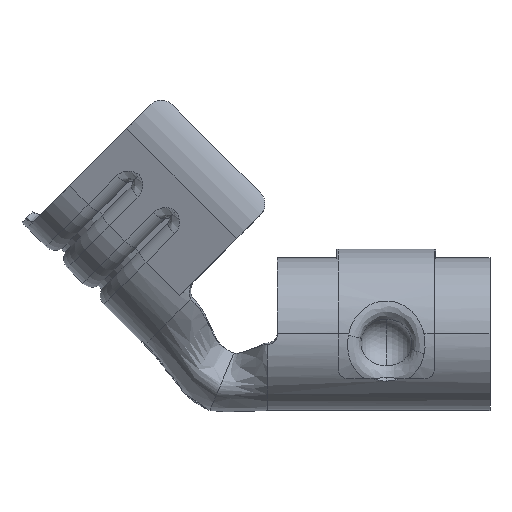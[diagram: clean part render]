
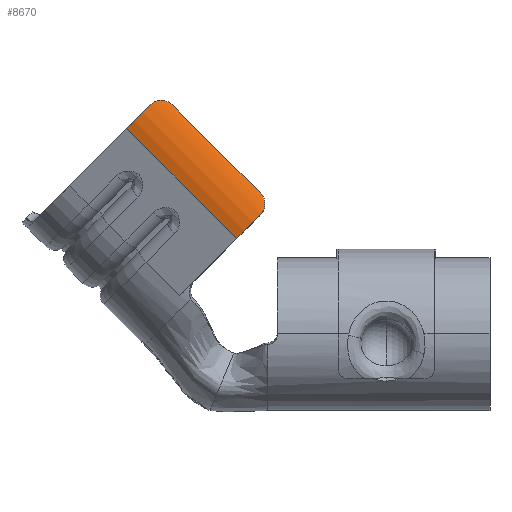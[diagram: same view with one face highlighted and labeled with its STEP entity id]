
A CAD part, top view. The second image highlights one B-rep face of the part: STEP entity #8670.
In plain terms, the highlighted cylindrical face has radius 3.556 mm (diameter 7.112 mm), a partial arc.
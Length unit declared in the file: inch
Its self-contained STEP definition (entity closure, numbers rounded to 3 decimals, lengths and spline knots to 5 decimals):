
#9 = CARTESIAN_POINT ( 'NONE',  ( -0.44244, 0.2303, 0.20254 ) ) ;
#22 = AXIS2_PLACEMENT_3D ( 'NONE', #1012, #5097, #9216 ) ;
#63 = VERTEX_POINT ( 'NONE', #4535 ) ;
#132 = CARTESIAN_POINT ( 'NONE',  ( -0.64816, 0.44763, 0.20078 ) ) ;
#438 = CARTESIAN_POINT ( 'NONE',  ( -0.62534, 0.44958, 0.19505 ) ) ;
#564 = DIRECTION ( 'NONE',  ( -0.707, 0.707, 0. ) ) ;
#610 = CARTESIAN_POINT ( 'NONE',  ( -0.48887, 0.18387, 0.1993 ) ) ;
#900 = B_SPLINE_CURVE_WITH_KNOTS ( 'NONE', 3,
 ( #11386, #5231, #9353, #132, #4230, #8319 ),
 .UNSPECIFIED., .F., .F.,
 ( 4, 2, 4 ),
 ( 0.00056, 0.00088, 0.0012 ),
 .UNSPECIFIED. ) ;
#1012 = CARTESIAN_POINT ( 'NONE',  ( -0.67305, 0.42396, 0.065 ) ) ;
#1067 = AXIS2_PLACEMENT_3D ( 'NONE', #11701, #5544, #9672 ) ;
#1089 = CARTESIAN_POINT ( 'NONE',  ( -0.43761, 0.2663, 0.19374 ) ) ;
#1311 = CARTESIAN_POINT ( 'NONE',  ( -0.44324, 0.27193, 0.19374 ) ) ;
#1444 = CARTESIAN_POINT ( 'NONE',  ( -0.61295, 0.44163, 0.19374 ) ) ;
#1522 = EDGE_CURVE ( 'NONE', #9521, #2325, #3000, .T. ) ;
#1573 = FACE_OUTER_BOUND ( 'NONE', #3597, .T. ) ;
#1704 = DIRECTION ( 'NONE',  ( -0.707, 0.707, 0. ) ) ;
#1939 = AXIS2_PLACEMENT_3D ( 'NONE', #9799, #564, #4654 ) ;
#2089 = CARTESIAN_POINT ( 'NONE',  ( -0.43463, 0.24338, 0.19894 ) ) ;
#2288 = DIRECTION ( 'NONE',  ( -0.707, 0.707, 0. ) ) ;
#2325 = VERTEX_POINT ( 'NONE', #610 ) ;
#2977 = VECTOR ( 'NONE', #2288, 39.37008 ) ;
#3000 = CIRCLE ( 'NONE', #1067, 0.14 ) ;
#3111 = CARTESIAN_POINT ( 'NONE',  ( -0.44244, 0.2303, 0.20254 ) ) ;
#3597 = EDGE_LOOP ( 'NONE', ( #10978, #4127, #12612, #11822, #5571, #11405, #13202 ) ) ;
#3728 = LINE ( 'NONE', #10943, #4779 ) ;
#4127 = ORIENTED_EDGE ( 'NONE', *, *, #8257, .T. ) ;
#4230 = CARTESIAN_POINT ( 'NONE',  ( -0.65165, 0.44536, 0.20175 ) ) ;
#4534 = CARTESIAN_POINT ( 'NONE',  ( -0.62891, 0.45052, 0.19579 ) ) ;
#4535 = CARTESIAN_POINT ( 'NONE',  ( -0.63252, 0.45078, 0.19665 ) ) ;
#4654 = DIRECTION ( 'NONE',  ( -0.707, -0.707, 0. ) ) ;
#4779 = VECTOR ( 'NONE', #1704, 39.37008 ) ;
#5097 = DIRECTION ( 'NONE',  ( 0.707, -0.707, 0. ) ) ;
#5103 = CARTESIAN_POINT ( 'NONE',  ( -0.61295, 0.44163, 0.19374 ) ) ;
#5176 = CARTESIAN_POINT ( 'NONE',  ( -0.44324, 0.27193, 0.19374 ) ) ;
#5178 = EDGE_CURVE ( 'NONE', #12873, #11189, #5813, .T. ) ;
#5231 = CARTESIAN_POINT ( 'NONE',  ( -0.63656, 0.45107, 0.19761 ) ) ;
#5286 = EDGE_CURVE ( 'NONE', #2325, #11189, #7387, .T. ) ;
#5533 = CARTESIAN_POINT ( 'NONE',  ( -0.6156, 0.44429, 0.19374 ) ) ;
#5544 = DIRECTION ( 'NONE',  ( 0.707, -0.707, 0. ) ) ;
#5571 = ORIENTED_EDGE ( 'NONE', *, *, #6337, .T. ) ;
#5663 = CYLINDRICAL_SURFACE ( 'NONE', #1939, 0.14 ) ;
#5813 = CIRCLE ( 'NONE', #22, 0.14 ) ;
#5861 = CARTESIAN_POINT ( 'NONE',  ( -0.701, 0.396, 0.1993 ) ) ;
#6182 = CARTESIAN_POINT ( 'NONE',  ( -0.43393, 0.24721, 0.1979 ) ) ;
#6337 = EDGE_CURVE ( 'NONE', #63, #12873, #900, .T. ) ;
#7075 = VERTEX_POINT ( 'NONE', #1311 ) ;
#7190 = CARTESIAN_POINT ( 'NONE',  ( -0.43967, 0.23307, 0.2018 ) ) ;
#7387 = LINE ( 'NONE', #11529, #2977 ) ;
#8257 = EDGE_CURVE ( 'NONE', #9521, #7075, #13160, .T. ) ;
#8319 = CARTESIAN_POINT ( 'NONE',  ( -0.65457, 0.44244, 0.20254 ) ) ;
#8636 = CARTESIAN_POINT ( 'NONE',  ( -0.63252, 0.45078, 0.19665 ) ) ;
#8670 = ADVANCED_FACE ( 'NONE', ( #1573 ), #5663, .T. ) ;
#9216 = DIRECTION ( 'NONE',  ( -0.707, -0.707, 0. ) ) ;
#9353 = CARTESIAN_POINT ( 'NONE',  ( -0.64065, 0.45048, 0.19871 ) ) ;
#9521 = VERTEX_POINT ( 'NONE', #9 ) ;
#9663 = CARTESIAN_POINT ( 'NONE',  ( -0.61865, 0.44643, 0.19402 ) ) ;
#9672 = DIRECTION ( 'NONE',  ( -0.707, -0.707, 0. ) ) ;
#9799 = CARTESIAN_POINT ( 'NONE',  ( -0.46092, 0.21183, 0.065 ) ) ;
#10327 = CARTESIAN_POINT ( 'NONE',  ( -0.43422, 0.25866, 0.19511 ) ) ;
#10896 = VERTEX_POINT ( 'NONE', #5103 ) ;
#10943 = CARTESIAN_POINT ( 'NONE',  ( -0.42203, 0.25072, 0.19374 ) ) ;
#10978 = ORIENTED_EDGE ( 'NONE', *, *, #1522, .F. ) ;
#10992 = EDGE_CURVE ( 'NONE', #10896, #63, #11468, .T. ) ;
#11145 = EDGE_CURVE ( 'NONE', #7075, #10896, #3728, .T. ) ;
#11189 = VERTEX_POINT ( 'NONE', #5861 ) ;
#11337 = CARTESIAN_POINT ( 'NONE',  ( -0.43751, 0.2363, 0.20089 ) ) ;
#11386 = CARTESIAN_POINT ( 'NONE',  ( -0.63252, 0.45078, 0.19665 ) ) ;
#11405 = ORIENTED_EDGE ( 'NONE', *, *, #5178, .T. ) ;
#11468 = B_SPLINE_CURVE_WITH_KNOTS ( 'NONE', 3,
 ( #1444, #5533, #9663, #438, #4534, #8636 ),
 .UNSPECIFIED., .F., .F.,
 ( 4, 2, 4 ),
 ( 0., 0.00028, 0.00056 ),
 .UNSPECIFIED. ) ;
#11529 = CARTESIAN_POINT ( 'NONE',  ( -0.48887, 0.18387, 0.1993 ) ) ;
#11701 = CARTESIAN_POINT ( 'NONE',  ( -0.46092, 0.21183, 0.065 ) ) ;
#11822 = ORIENTED_EDGE ( 'NONE', *, *, #10992, .T. ) ;
#12612 = ORIENTED_EDGE ( 'NONE', *, *, #11145, .T. ) ;
#12873 = VERTEX_POINT ( 'NONE', #13063 ) ;
#13063 = CARTESIAN_POINT ( 'NONE',  ( -0.65457, 0.44244, 0.20254 ) ) ;
#13160 = B_SPLINE_CURVE_WITH_KNOTS ( 'NONE', 3,
 ( #3111, #7190, #11337, #2089, #6182, #10327, #1089, #5176 ),
 .UNSPECIFIED., .F., .F.,
 ( 4, 2, 2, 4 ),
 ( 0., 0.0003, 0.0006, 0.0012 ),
 .UNSPECIFIED. ) ;
#13202 = ORIENTED_EDGE ( 'NONE', *, *, #5286, .F. ) ;
